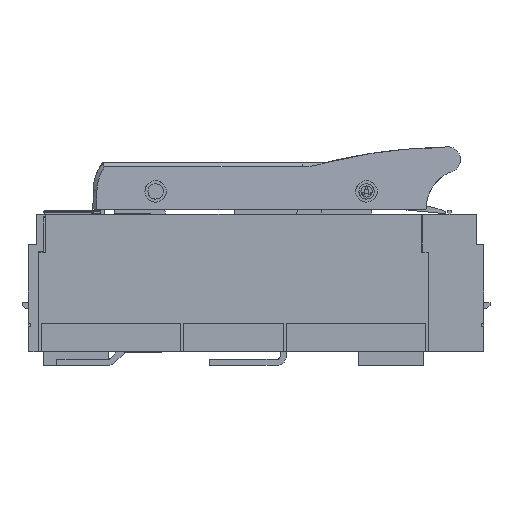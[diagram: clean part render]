
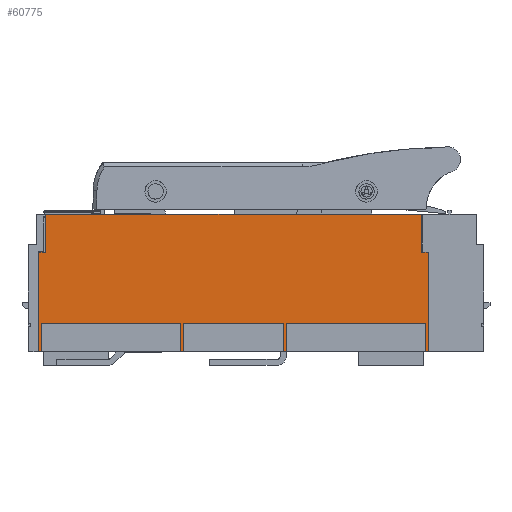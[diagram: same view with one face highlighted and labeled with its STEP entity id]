
A CAD part, front view. The second image highlights one B-rep face of the part: STEP entity #60775.
In plain terms, the highlighted face is planar.
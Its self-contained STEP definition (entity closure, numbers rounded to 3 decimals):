
#60732=AXIS2_PLACEMENT_3D('Plane Axis2P3D',#60729,#60730,#60731) ;
#52918=CARTESIAN_POINT('Vertex',(-127.5,104.75,0.)) ;
#52921=CARTESIAN_POINT('Line Origine',(-126.5,104.75,0.)) ;
#52925=CARTESIAN_POINT('Vertex',(-125.5,104.75,0.)) ;
#52953=CARTESIAN_POINT('Vertex',(-34.75,104.75,0.)) ;
#52956=CARTESIAN_POINT('Line Origine',(-33.75,104.75,0.)) ;
#52960=CARTESIAN_POINT('Vertex',(-32.75,104.75,0.)) ;
#52981=CARTESIAN_POINT('Vertex',(32.75,104.75,0.)) ;
#52984=CARTESIAN_POINT('Line Origine',(33.75,104.75,0.)) ;
#52988=CARTESIAN_POINT('Vertex',(34.75,104.75,0.)) ;
#53016=CARTESIAN_POINT('Vertex',(125.5,104.75,0.)) ;
#53019=CARTESIAN_POINT('Line Origine',(126.5,104.75,0.)) ;
#53023=CARTESIAN_POINT('Vertex',(127.5,104.75,0.)) ;
#55415=CARTESIAN_POINT('Vertex',(-127.5,104.75,65.)) ;
#55418=CARTESIAN_POINT('Line Origine',(-127.5,104.75,32.5)) ;
#57678=CARTESIAN_POINT('Vertex',(-125.5,104.75,18.5)) ;
#57688=CARTESIAN_POINT('Line Origine',(-125.5,104.75,9.25)) ;
#57757=CARTESIAN_POINT('Vertex',(-34.75,104.75,18.5)) ;
#57760=CARTESIAN_POINT('Line Origine',(-34.75,104.75,9.25)) ;
#57781=CARTESIAN_POINT('Vertex',(34.75,104.75,18.5)) ;
#57791=CARTESIAN_POINT('Line Origine',(34.75,104.75,9.25)) ;
#57851=CARTESIAN_POINT('Line Origine',(125.5,104.75,9.25)) ;
#57855=CARTESIAN_POINT('Vertex',(125.5,104.75,18.5)) ;
#57870=CARTESIAN_POINT('Line Origine',(127.5,104.75,32.5)) ;
#57874=CARTESIAN_POINT('Vertex',(127.5,104.75,65.)) ;
#58978=CARTESIAN_POINT('Vertex',(-123.,104.75,65.)) ;
#58997=CARTESIAN_POINT('Vertex',(-123.,104.75,90.)) ;
#59000=CARTESIAN_POINT('Line Origine',(-123.,104.75,77.5)) ;
#59070=CARTESIAN_POINT('Line Origine',(-80.125,104.75,18.5)) ;
#59089=CARTESIAN_POINT('Line Origine',(80.125,104.75,18.5)) ;
#59161=CARTESIAN_POINT('Line Origine',(123.,104.75,77.5)) ;
#59165=CARTESIAN_POINT('Vertex',(123.,104.75,65.)) ;
#59167=CARTESIAN_POINT('Vertex',(123.,104.75,90.)) ;
#59201=CARTESIAN_POINT('Line Origine',(0.,104.75,90.)) ;
#59527=CARTESIAN_POINT('Line Origine',(-125.25,104.75,65.)) ;
#60495=CARTESIAN_POINT('Line Origine',(125.25,104.75,65.)) ;
#60729=CARTESIAN_POINT('Axis2P3D Location',(0.,104.75,0.)) ;
#60734=CARTESIAN_POINT('Line Origine',(-32.75,104.75,9.3)) ;
#60738=CARTESIAN_POINT('Vertex',(-32.75,104.75,18.6)) ;
#60741=CARTESIAN_POINT('Line Origine',(32.75,104.75,9.3)) ;
#60745=CARTESIAN_POINT('Vertex',(32.75,104.75,18.6)) ;
#60748=CARTESIAN_POINT('Line Origine',(0.,104.75,18.6)) ;
#52922=DIRECTION('Vector Direction',(1.,0.,0.)) ;
#52957=DIRECTION('Vector Direction',(1.,0.,0.)) ;
#52985=DIRECTION('Vector Direction',(1.,0.,0.)) ;
#53020=DIRECTION('Vector Direction',(1.,0.,0.)) ;
#55419=DIRECTION('Vector Direction',(0.,0.,-1.)) ;
#57689=DIRECTION('Vector Direction',(0.,0.,1.)) ;
#57761=DIRECTION('Vector Direction',(0.,0.,1.)) ;
#57792=DIRECTION('Vector Direction',(0.,0.,1.)) ;
#57852=DIRECTION('Vector Direction',(0.,0.,1.)) ;
#57871=DIRECTION('Vector Direction',(0.,0.,-1.)) ;
#59001=DIRECTION('Vector Direction',(0.,0.,1.)) ;
#59071=DIRECTION('Vector Direction',(1.,0.,0.)) ;
#59090=DIRECTION('Vector Direction',(1.,0.,0.)) ;
#59162=DIRECTION('Vector Direction',(0.,0.,1.)) ;
#59202=DIRECTION('Vector Direction',(-1.,0.,0.)) ;
#59528=DIRECTION('Vector Direction',(-1.,0.,0.)) ;
#60496=DIRECTION('Vector Direction',(1.,0.,0.)) ;
#60730=DIRECTION('Axis2P3D Direction',(0.,1.,0.)) ;
#60731=DIRECTION('Axis2P3D XDirection',(0.,0.,1.)) ;
#60735=DIRECTION('Vector Direction',(0.,0.,1.)) ;
#60742=DIRECTION('Vector Direction',(0.,0.,1.)) ;
#60749=DIRECTION('Vector Direction',(1.,0.,0.)) ;
#52923=VECTOR('Line Direction',#52922,1.) ;
#52958=VECTOR('Line Direction',#52957,1.) ;
#52986=VECTOR('Line Direction',#52985,1.) ;
#53021=VECTOR('Line Direction',#53020,1.) ;
#55420=VECTOR('Line Direction',#55419,1.) ;
#57690=VECTOR('Line Direction',#57689,1.) ;
#57762=VECTOR('Line Direction',#57761,1.) ;
#57793=VECTOR('Line Direction',#57792,1.) ;
#57853=VECTOR('Line Direction',#57852,1.) ;
#57872=VECTOR('Line Direction',#57871,1.) ;
#59002=VECTOR('Line Direction',#59001,1.) ;
#59072=VECTOR('Line Direction',#59071,1.) ;
#59091=VECTOR('Line Direction',#59090,1.) ;
#59163=VECTOR('Line Direction',#59162,1.) ;
#59203=VECTOR('Line Direction',#59202,1.) ;
#59529=VECTOR('Line Direction',#59528,1.) ;
#60497=VECTOR('Line Direction',#60496,1.) ;
#60736=VECTOR('Line Direction',#60735,1.) ;
#60743=VECTOR('Line Direction',#60742,1.) ;
#60750=VECTOR('Line Direction',#60749,1.) ;
#60754=ORIENTED_EDGE('',*,*,#60740,.F.) ;
#60755=ORIENTED_EDGE('',*,*,#52962,.T.) ;
#60756=ORIENTED_EDGE('',*,*,#57764,.T.) ;
#60757=ORIENTED_EDGE('',*,*,#59074,.F.) ;
#60758=ORIENTED_EDGE('',*,*,#57692,.F.) ;
#60759=ORIENTED_EDGE('',*,*,#52927,.F.) ;
#60760=ORIENTED_EDGE('',*,*,#55422,.F.) ;
#60761=ORIENTED_EDGE('',*,*,#59531,.F.) ;
#60762=ORIENTED_EDGE('',*,*,#59004,.T.) ;
#60763=ORIENTED_EDGE('',*,*,#59205,.F.) ;
#60764=ORIENTED_EDGE('',*,*,#59169,.F.) ;
#60765=ORIENTED_EDGE('',*,*,#60499,.T.) ;
#60766=ORIENTED_EDGE('',*,*,#57876,.T.) ;
#60767=ORIENTED_EDGE('',*,*,#53025,.T.) ;
#60768=ORIENTED_EDGE('',*,*,#57857,.T.) ;
#60769=ORIENTED_EDGE('',*,*,#59093,.F.) ;
#60770=ORIENTED_EDGE('',*,*,#57795,.F.) ;
#60771=ORIENTED_EDGE('',*,*,#52990,.T.) ;
#60772=ORIENTED_EDGE('',*,*,#60747,.T.) ;
#60773=ORIENTED_EDGE('',*,*,#60752,.F.) ;
#60775=ADVANCED_FACE('Hauptkoerper nicht benutzen',(#60774),#60733,.T.) ;
#52927=EDGE_CURVE('',#52919,#52926,#52924,.T.) ;
#52962=EDGE_CURVE('',#52961,#52954,#52959,.F.) ;
#52990=EDGE_CURVE('',#52989,#52982,#52987,.F.) ;
#53025=EDGE_CURVE('',#53024,#53017,#53022,.F.) ;
#55422=EDGE_CURVE('',#55416,#52919,#55421,.T.) ;
#57692=EDGE_CURVE('',#52926,#57679,#57691,.T.) ;
#57764=EDGE_CURVE('',#52954,#57758,#57763,.T.) ;
#57795=EDGE_CURVE('',#52989,#57782,#57794,.T.) ;
#57857=EDGE_CURVE('',#53017,#57856,#57854,.T.) ;
#57876=EDGE_CURVE('',#57875,#53024,#57873,.T.) ;
#59004=EDGE_CURVE('',#58979,#58998,#59003,.T.) ;
#59074=EDGE_CURVE('',#57679,#57758,#59073,.T.) ;
#59093=EDGE_CURVE('',#57782,#57856,#59092,.T.) ;
#59169=EDGE_CURVE('',#59166,#59168,#59164,.T.) ;
#59205=EDGE_CURVE('',#59168,#58998,#59204,.T.) ;
#59531=EDGE_CURVE('',#58979,#55416,#59530,.T.) ;
#60499=EDGE_CURVE('',#59166,#57875,#60498,.T.) ;
#60740=EDGE_CURVE('',#52961,#60739,#60737,.T.) ;
#60747=EDGE_CURVE('',#52982,#60746,#60744,.T.) ;
#60752=EDGE_CURVE('',#60739,#60746,#60751,.T.) ;
#60753=EDGE_LOOP('',(#60754,#60755,#60756,#60757,#60758,#60759,#60760,#60761,#60762,#60763,#60764,#60765,#60766,#60767,#60768,#60769,#60770,#60771,#60772,#60773)) ;
#60774=FACE_OUTER_BOUND('',#60753,.T.) ;
#52924=LINE('Line',#52921,#52923) ;
#52959=LINE('Line',#52956,#52958) ;
#52987=LINE('Line',#52984,#52986) ;
#53022=LINE('Line',#53019,#53021) ;
#55421=LINE('Line',#55418,#55420) ;
#57691=LINE('Line',#57688,#57690) ;
#57763=LINE('Line',#57760,#57762) ;
#57794=LINE('Line',#57791,#57793) ;
#57854=LINE('Line',#57851,#57853) ;
#57873=LINE('Line',#57870,#57872) ;
#59003=LINE('Line',#59000,#59002) ;
#59073=LINE('Line',#59070,#59072) ;
#59092=LINE('Line',#59089,#59091) ;
#59164=LINE('Line',#59161,#59163) ;
#59204=LINE('Line',#59201,#59203) ;
#59530=LINE('Line',#59527,#59529) ;
#60498=LINE('Line',#60495,#60497) ;
#60737=LINE('Line',#60734,#60736) ;
#60744=LINE('Line',#60741,#60743) ;
#60751=LINE('Line',#60748,#60750) ;
#60733=PLANE('Plane',#60732) ;
#52919=VERTEX_POINT('',#52918) ;
#52926=VERTEX_POINT('',#52925) ;
#52954=VERTEX_POINT('',#52953) ;
#52961=VERTEX_POINT('',#52960) ;
#52982=VERTEX_POINT('',#52981) ;
#52989=VERTEX_POINT('',#52988) ;
#53017=VERTEX_POINT('',#53016) ;
#53024=VERTEX_POINT('',#53023) ;
#55416=VERTEX_POINT('',#55415) ;
#57679=VERTEX_POINT('',#57678) ;
#57758=VERTEX_POINT('',#57757) ;
#57782=VERTEX_POINT('',#57781) ;
#57856=VERTEX_POINT('',#57855) ;
#57875=VERTEX_POINT('',#57874) ;
#58979=VERTEX_POINT('',#58978) ;
#58998=VERTEX_POINT('',#58997) ;
#59166=VERTEX_POINT('',#59165) ;
#59168=VERTEX_POINT('',#59167) ;
#60739=VERTEX_POINT('',#60738) ;
#60746=VERTEX_POINT('',#60745) ;
